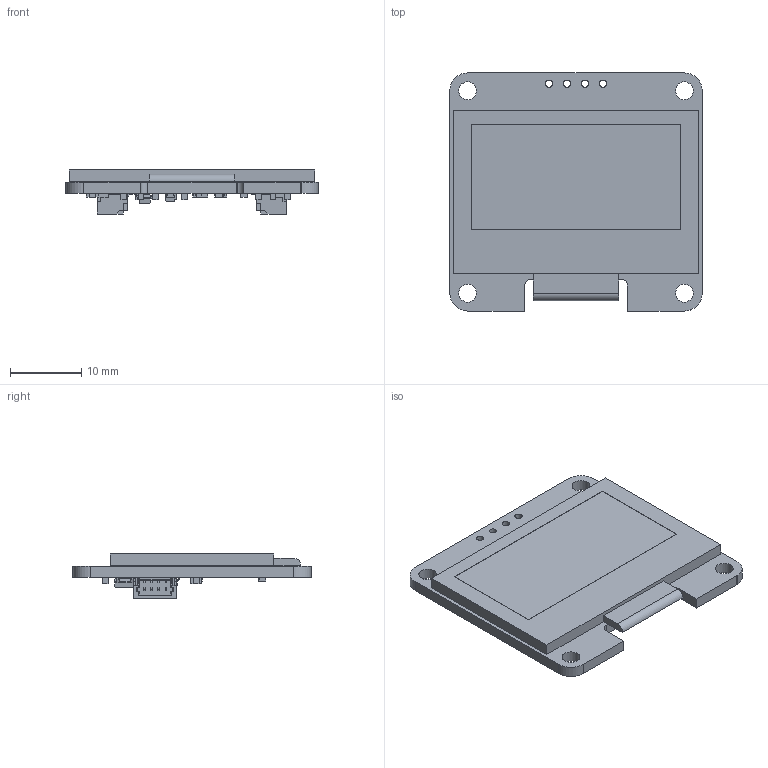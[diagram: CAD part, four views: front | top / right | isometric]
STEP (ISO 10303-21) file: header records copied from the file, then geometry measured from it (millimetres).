
FILE_DESCRIPTION(/* description */ (''),/* implementation_level */ '2;1');
FILE_NAME(/* name */ 'OLED_1_3INCH_I2C.step',/* time_stamp */ '2023-02-18T18:12:33+01:00',/* author */ (''),/* organization */ (''),/* preprocessor_version */ 'ST-DEVELOPER v19.2',/* originating_system */ 'Autodesk Translation Framework v11.17.0.187',/* authorisation */ '');
FILE_SCHEMA (('AUTOMOTIVE_DESIGN { 1 0 10303 214 3 1 1 }'));
Length unit declared in the file: millimetre
Products named in the file (20): OLED_1_3INCH_I2C; Board; Packages; LASKAKIT_HEART_4MM; LASKKIT_10MM_SILKSCREEN; SOT23-5; Body; PinsArrayL; PinsArrayR; SOD323-R; Body (1); FilletPinL; FilletPinR; USUP_4MM_SILKSCREEN; 1X04_1MM_RA; GME12864_1_3INCH; Component1; 2,5-PAD; C0603; R0603
Assembly tree (38 placements, depth 4):
  OLED_1_3INCH_I2C
    Board
    Packages
      LASKAKIT_HEART_4MM
      LASKKIT_10MM_SILKSCREEN
      SOT23-5
        Body
        PinsArrayL
        PinsArrayR
      SOD323-R
        Body (1)
        FilletPinL
        FilletPinR
      USUP_4MM_SILKSCREEN  x2
      1X04_1MM_RA  x2
      GME12864_1_3INCH
        Component1
      2,5-PAD  x4
      C0603  x9
      R0603  x7
Bounding box: 35.5 x 33.5 x 6.19 mm (x, y, z)
Volume: 3152.4 mm3; surface area: 4928.1 mm2
Topology: 41 solids, 41 shells, 1235 faces, 3081 edges, 1930 vertices
Faces by surface type: plane 827, cylinder 296, sphere 112
Full cylindrical faces by diameter (mm): 0.203 x1, 0.35 x5, 0.55 x2, 1.016 x4, 2.5 x4
Entity records: 16956 total; most frequent: CARTESIAN_POINT 2838, DIRECTION 2749, ORIENTED_EDGE 2742, EDGE_CURVE 1371, LINE 1151, VECTOR 1151, VERTEX_POINT 888, AXIS2_PLACEMENT_3D 799
